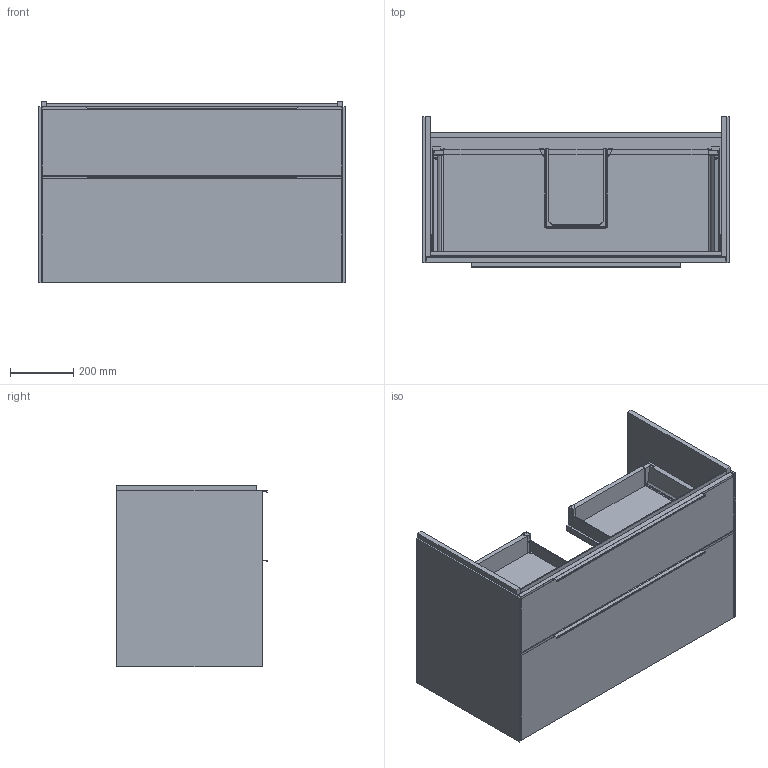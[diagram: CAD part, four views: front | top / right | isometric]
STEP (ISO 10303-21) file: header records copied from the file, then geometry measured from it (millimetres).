
FILE_DESCRIPTION(/* description */ (''),/* implementation_level */ '2;1');
FILE_NAME(/* name */ 'TK025_C5700Z_RFS.stp',/* time_stamp */ '2020-12-01T14:52:29+01:00',/* author */ ('StegeR'),/* organization */ (''),/* preprocessor_version */ 'ST-DEVELOPER v16.1',/* originating_system */ 'Autodesk Inventor 2016',/* authorisation */ '');
FILE_SCHEMA (('AUTOMOTIVE_DESIGN { 1 0 10303 214 3 1 1 }'));
Products named in the file (1): TK025_C5700Z_RFS
Bounding box: 973 x 478 x 576 mm (x, y, z)
Volume: 42550299.1 mm3; surface area: 7026289 mm2
Topology: 35 solids, 35 shells, 2064 faces, 5582 edges, 3678 vertices
Faces by surface type: plane 1417, cylinder 595, bspline 20, torus 14, sphere 12, cone 6
Full cylindrical faces by diameter (mm): 2.5 x2, 4 x4, 5 x8, 5.1 x4, 6 x12, 7.2 x2, 10 x2, 12 x2, 12.2 x2
Entity records: 65101 total; most frequent: CARTESIAN_POINT 11683, ORIENTED_EDGE 11056, DIRECTION 10852, EDGE_CURVE 5528, LINE 4242, VECTOR 4242, VERTEX_POINT 3672, AXIS2_PLACEMENT_3D 3305
